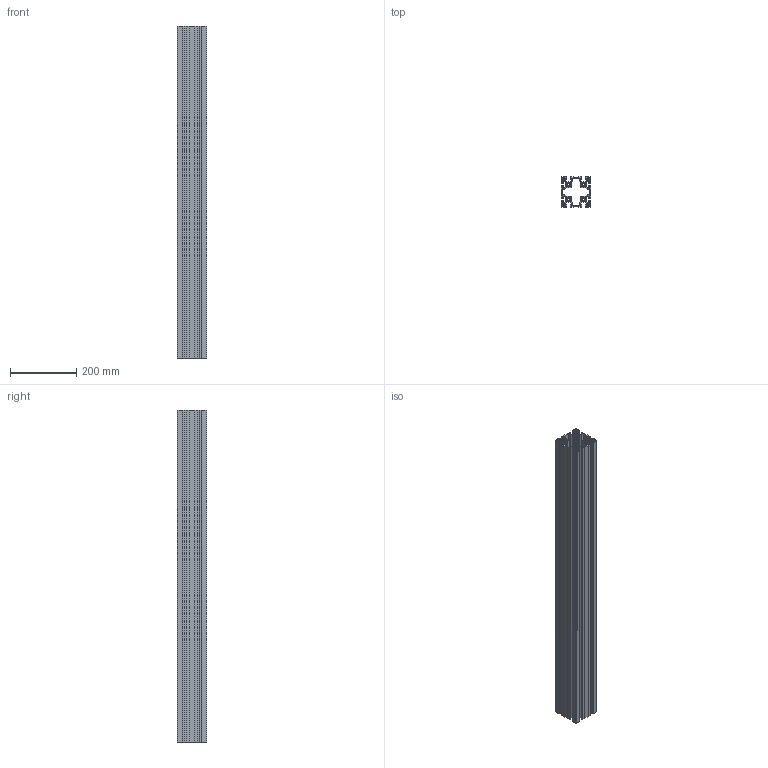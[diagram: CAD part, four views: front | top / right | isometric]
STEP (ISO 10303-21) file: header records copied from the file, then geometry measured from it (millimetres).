
FILE_DESCRIPTION (( 'STEP AP203' ), '1' );
FILE_NAME ('90X90 LÝGHT.STEP', '2015-10-23T14:42:17', ( '' ), ( '' ), 'SwSTEP 2.0', 'SolidWorks 2015', '' );
FILE_SCHEMA (( 'CONFIG_CONTROL_DESIGN' ));
Length unit declared in the file: millimetre
Products named in the file (1): 90X90 LÝGHT
Bounding box: 90 x 90 x 1000 mm (x, y, z)
Volume: 2067093.7 mm3; surface area: 1488043.3 mm2
Topology: 1 solids, 1 shells, 826 faces, 2472 edges, 1648 vertices
Faces by surface type: cylinder 424, plane 402
Entity records: 28177 total; most frequent: DIRECTION 4974, CARTESIAN_POINT 4947, ORIENTED_EDGE 4944, EDGE_CURVE 2472, AXIS2_PLACEMENT_3D 1675, VERTEX_POINT 1648, LINE 1624, VECTOR 1624
